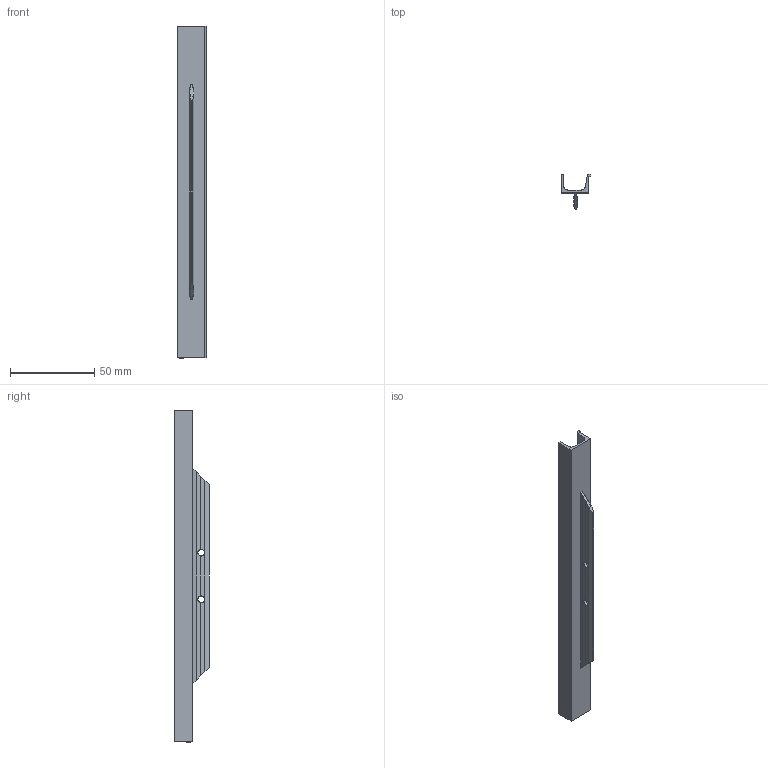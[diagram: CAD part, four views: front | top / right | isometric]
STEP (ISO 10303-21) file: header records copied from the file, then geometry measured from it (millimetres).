
FILE_DESCRIPTION(/* description */ (''),/* implementation_level */ '2;1');
FILE_NAME(/* name */ '0163-197_00.stp',/* time_stamp */ '2023-01-02T12:53:25+01:00',/* author */ ('jferrer'),/* organization */ (''),/* preprocessor_version */ 'ST-DEVELOPER v18.1',/* originating_system */ 'Autodesk Inventor 2022',/* authorisation */ '');
FILE_SCHEMA (('CONFIG_CONTROL_DESIGN'));
Length unit declared in the file: millimetre
Products named in the file (1): 0163-197_00
Bounding box: 17.7 x 20.67 x 197 mm (x, y, z)
Volume: 13348.7 mm3; surface area: 17083.4 mm2
Topology: 1 solids, 1 shells, 42 faces, 129 edges, 86 vertices
Faces by surface type: plane 35, cylinder 7
Full cylindrical faces by diameter (mm): 4 x2
Entity records: 1493 total; most frequent: ORIENTED_EDGE 258, CARTESIAN_POINT 258, DIRECTION 237, EDGE_CURVE 129, LINE 107, VECTOR 107, VERTEX_POINT 86, AXIS2_PLACEMENT_3D 65
